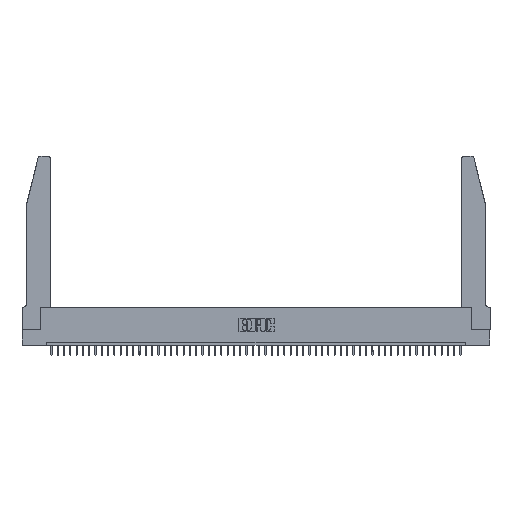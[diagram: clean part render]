
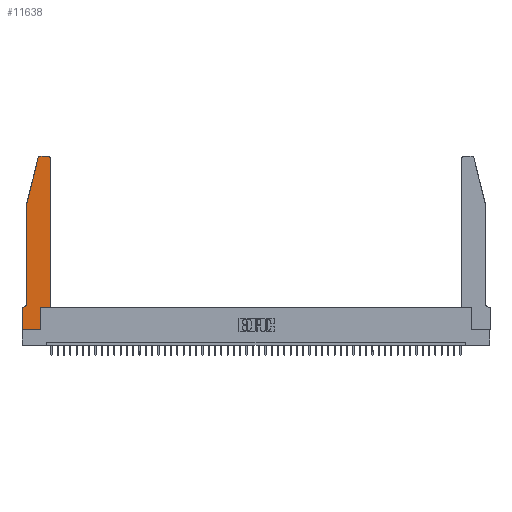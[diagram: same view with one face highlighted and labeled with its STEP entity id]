
A CAD part, top view. The second image highlights one B-rep face of the part: STEP entity #11638.
In plain terms, the highlighted planar face has unit normal (0, 0, 1).
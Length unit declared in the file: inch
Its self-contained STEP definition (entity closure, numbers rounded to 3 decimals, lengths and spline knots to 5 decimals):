
#608 = EDGE_CURVE ( 'NONE', #10554, #18346, #23101, .T. ) ;
#738 = LINE ( 'NONE', #44316, #41030 ) ;
#1068 = EDGE_CURVE ( 'NONE', #27371, #14271, #22386, .T. ) ;
#1482 = LINE ( 'NONE', #40143, #24889 ) ;
#2203 = CARTESIAN_POINT ( 'NONE',  ( 0., 0., 0.37 ) ) ;
#3039 = VERTEX_POINT ( 'NONE', #10436 ) ;
#4254 = ORIENTED_EDGE ( 'NONE', *, *, #46020, .T. ) ;
#5532 = CARTESIAN_POINT ( 'NONE',  ( 0.284, 2.72, 0.37 ) ) ;
#6953 = ORIENTED_EDGE ( 'NONE', *, *, #24143, .T. ) ;
#7111 = DIRECTION ( 'NONE',  ( 0., 0., 1. ) ) ;
#7233 = DIRECTION ( 'NONE',  ( 0., 1., 0. ) ) ;
#8129 = LINE ( 'NONE', #33922, #9387 ) ;
#8421 = DIRECTION ( 'NONE',  ( -1., 0., 0. ) ) ;
#9234 = VERTEX_POINT ( 'NONE', #25728 ) ;
#9343 = CARTESIAN_POINT ( 'NONE',  ( 0.4205, 2.75, 0.37 ) ) ;
#9387 = VECTOR ( 'NONE', #18077, 39.37008 ) ;
#10223 = ORIENTED_EDGE ( 'NONE', *, *, #13872, .T. ) ;
#10436 = CARTESIAN_POINT ( 'NONE',  ( 0.284, 2.75, 0.37 ) ) ;
#10554 = VERTEX_POINT ( 'NONE', #37050 ) ;
#11638 = ADVANCED_FACE ( 'NONE', ( #37509 ), #48459, .T. ) ;
#11877 = VECTOR ( 'NONE', #51126, 39.37008 ) ;
#12462 = CARTESIAN_POINT ( 'NONE',  ( 0.0755, 2., 0.37 ) ) ;
#12826 = AXIS2_PLACEMENT_3D ( 'NONE', #5532, #7111, #42128 ) ;
#13708 = CIRCLE ( 'NONE', #18848, 0.07 ) ;
#13807 = EDGE_CURVE ( 'NONE', #39401, #44853, #738, .T. ) ;
#13872 = EDGE_CURVE ( 'NONE', #3039, #48440, #44083, .T. ) ;
#14271 = VERTEX_POINT ( 'NONE', #39947 ) ;
#14755 = VECTOR ( 'NONE', #31206, 39.37008 ) ;
#14980 = CARTESIAN_POINT ( 'NONE',  ( 0.4505, 0.35, 0.37 ) ) ;
#15102 = ORIENTED_EDGE ( 'NONE', *, *, #608, .T. ) ;
#15437 = DIRECTION ( 'NONE',  ( 1., 0., 0. ) ) ;
#15864 = ORIENTED_EDGE ( 'NONE', *, *, #42389, .T. ) ;
#17147 = CARTESIAN_POINT ( 'NONE',  ( 0.2865, 0., 0.37 ) ) ;
#17309 = EDGE_CURVE ( 'NONE', #44853, #50552, #28586, .T. ) ;
#17379 = VECTOR ( 'NONE', #20916, 39.37008 ) ;
#17531 = EDGE_CURVE ( 'NONE', #9234, #27371, #13708, .T. ) ;
#17587 = CARTESIAN_POINT ( 'NONE',  ( 0.4505, 0.35, 0.37 ) ) ;
#18077 = DIRECTION ( 'NONE',  ( 0., -1., 0. ) ) ;
#18240 = ORIENTED_EDGE ( 'NONE', *, *, #31142, .T. ) ;
#18346 = VERTEX_POINT ( 'NONE', #17147 ) ;
#18355 = DIRECTION ( 'NONE',  ( 0., 0., 1. ) ) ;
#18848 = AXIS2_PLACEMENT_3D ( 'NONE', #19971, #27983, #8421 ) ;
#19971 = CARTESIAN_POINT ( 'NONE',  ( 0.0055, 0.42, 0.37 ) ) ;
#20039 = CARTESIAN_POINT ( 'NONE',  ( 0.2865, 0.35, 0.37 ) ) ;
#20148 = DIRECTION ( 'NONE',  ( 1., 0., 0. ) ) ;
#20430 = LINE ( 'NONE', #36755, #17379 ) ;
#20916 = DIRECTION ( 'NONE',  ( -1., 0., 0. ) ) ;
#22102 = VERTEX_POINT ( 'NONE', #9343 ) ;
#22386 = LINE ( 'NONE', #31322, #11877 ) ;
#22526 = ORIENTED_EDGE ( 'NONE', *, *, #32975, .T. ) ;
#22911 = ORIENTED_EDGE ( 'NONE', *, *, #17309, .T. ) ;
#23101 = LINE ( 'NONE', #2203, #47934 ) ;
#24143 = EDGE_CURVE ( 'NONE', #50552, #22102, #48119, .T. ) ;
#24491 = VERTEX_POINT ( 'NONE', #12462 ) ;
#24889 = VECTOR ( 'NONE', #48787, 39.37008 ) ;
#25010 = CARTESIAN_POINT ( 'NONE',  ( 0., 0.35, 0.37 ) ) ;
#25728 = CARTESIAN_POINT ( 'NONE',  ( 0.0755, 0.42, 0.37 ) ) ;
#26268 = DIRECTION ( 'NONE',  ( 0., -1., 0. ) ) ;
#27248 = CARTESIAN_POINT ( 'NONE',  ( 0.0755, 2., 0.37 ) ) ;
#27371 = VERTEX_POINT ( 'NONE', #50172 ) ;
#27462 = ORIENTED_EDGE ( 'NONE', *, *, #1068, .T. ) ;
#27983 = DIRECTION ( 'NONE',  ( 0., 0., -1. ) ) ;
#28586 = LINE ( 'NONE', #14980, #37933 ) ;
#28667 = DIRECTION ( 'NONE',  ( 0., 0., 1. ) ) ;
#29369 = CARTESIAN_POINT ( 'NONE',  ( 0.0755, 2., 0.37 ) ) ;
#30026 = AXIS2_PLACEMENT_3D ( 'NONE', #46010, #18355, #51181 ) ;
#31142 = EDGE_CURVE ( 'NONE', #14271, #10554, #8129, .T. ) ;
#31206 = DIRECTION ( 'NONE',  ( -0.239, -0.971, 0. ) ) ;
#31322 = CARTESIAN_POINT ( 'NONE',  ( 0.0755, 0.35, 0.37 ) ) ;
#31988 = AXIS2_PLACEMENT_3D ( 'NONE', #25010, #28667, #48629 ) ;
#32975 = EDGE_CURVE ( 'NONE', #48440, #24491, #48858, .T. ) ;
#33902 = VECTOR ( 'NONE', #26268, 39.37008 ) ;
#33915 = ORIENTED_EDGE ( 'NONE', *, *, #45279, .T. ) ;
#33922 = CARTESIAN_POINT ( 'NONE',  ( 0., 0., 0.37 ) ) ;
#34004 = EDGE_LOOP ( 'NONE', ( #4254, #10223, #22526, #15864, #41056, #27462, #18240, #15102, #33915, #35426, #22911, #6953 ) ) ;
#35426 = ORIENTED_EDGE ( 'NONE', *, *, #13807, .T. ) ;
#36755 = CARTESIAN_POINT ( 'NONE',  ( 0.2605, 2.75, 0.37 ) ) ;
#37050 = CARTESIAN_POINT ( 'NONE',  ( 0., 0., 0.37 ) ) ;
#37509 = FACE_OUTER_BOUND ( 'NONE', #34004, .T. ) ;
#37933 = VECTOR ( 'NONE', #7233, 39.37008 ) ;
#39401 = VERTEX_POINT ( 'NONE', #20039 ) ;
#39714 = CARTESIAN_POINT ( 'NONE',  ( 0.25487, 2.72718, 0.37 ) ) ;
#39947 = CARTESIAN_POINT ( 'NONE',  ( 0., 0.35, 0.37 ) ) ;
#40143 = CARTESIAN_POINT ( 'NONE',  ( 0.2865, 0.35, 0.37 ) ) ;
#41030 = VECTOR ( 'NONE', #20148, 39.37008 ) ;
#41056 = ORIENTED_EDGE ( 'NONE', *, *, #17531, .T. ) ;
#42128 = DIRECTION ( 'NONE',  ( 1., 0., 0. ) ) ;
#42389 = EDGE_CURVE ( 'NONE', #24491, #9234, #48802, .T. ) ;
#44083 = CIRCLE ( 'NONE', #12826, 0.03 ) ;
#44316 = CARTESIAN_POINT ( 'NONE',  ( 0.4505, 0.35, 0.37 ) ) ;
#44853 = VERTEX_POINT ( 'NONE', #17587 ) ;
#45279 = EDGE_CURVE ( 'NONE', #18346, #39401, #1482, .T. ) ;
#45916 = CARTESIAN_POINT ( 'NONE',  ( 0.4505, 2.72, 0.37 ) ) ;
#46010 = CARTESIAN_POINT ( 'NONE',  ( 0.4205, 2.72, 0.37 ) ) ;
#46020 = EDGE_CURVE ( 'NONE', #22102, #3039, #20430, .T. ) ;
#47934 = VECTOR ( 'NONE', #15437, 39.37008 ) ;
#48119 = CIRCLE ( 'NONE', #30026, 0.03 ) ;
#48440 = VERTEX_POINT ( 'NONE', #39714 ) ;
#48459 = PLANE ( 'NONE',  #31988 ) ;
#48629 = DIRECTION ( 'NONE',  ( 1., 0., 0. ) ) ;
#48787 = DIRECTION ( 'NONE',  ( 0., 1., 0. ) ) ;
#48802 = LINE ( 'NONE', #29369, #33902 ) ;
#48858 = LINE ( 'NONE', #27248, #14755 ) ;
#50172 = CARTESIAN_POINT ( 'NONE',  ( 0.0055, 0.35, 0.37 ) ) ;
#50552 = VERTEX_POINT ( 'NONE', #45916 ) ;
#51126 = DIRECTION ( 'NONE',  ( -1., 0., 0. ) ) ;
#51181 = DIRECTION ( 'NONE',  ( 1., 0., 0. ) ) ;
